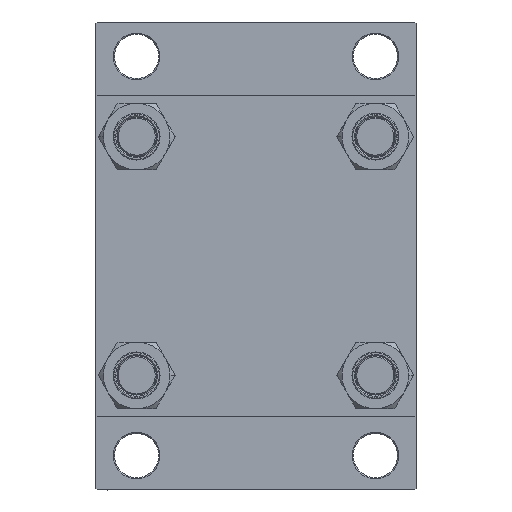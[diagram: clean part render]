
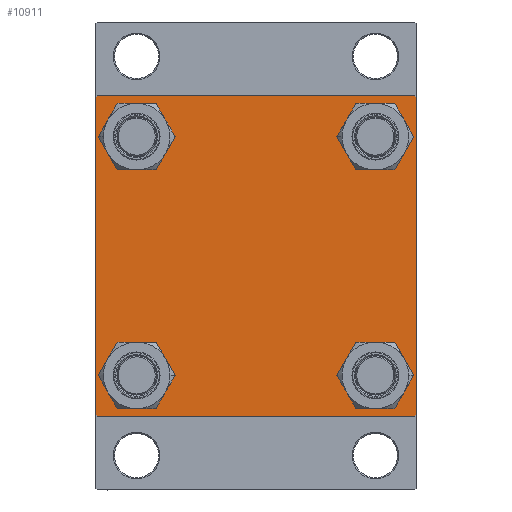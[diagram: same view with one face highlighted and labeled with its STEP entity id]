
A CAD part, left-side view. The second image highlights one B-rep face of the part: STEP entity #10911.
In plain terms, the highlighted planar face has unit normal (-1, 0, 0).
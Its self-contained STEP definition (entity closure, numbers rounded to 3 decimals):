
#852 = VERTEX_POINT ( 'NONE', #3222 ) ;
#1276 = EDGE_CURVE ( 'NONE', #13528, #5104, #26343, .T. ) ;
#1477 = DIRECTION ( 'NONE',  ( 0., 0.707, -0.707 ) ) ;
#1492 = ORIENTED_EDGE ( 'NONE', *, *, #7087, .T. ) ;
#2366 = FACE_BOUND ( 'NONE', #12441, .T. ) ;
#3085 = DIRECTION ( 'NONE',  ( 0., 0., 1. ) ) ;
#3222 = CARTESIAN_POINT ( 'NONE',  ( 0., 48.45, -56.95 ) ) ;
#3304 = ORIENTED_EDGE ( 'NONE', *, *, #1276, .T. ) ;
#3603 = EDGE_CURVE ( 'NONE', #16837, #8516, #42572, .T. ) ;
#3695 = EDGE_CURVE ( 'NONE', #8516, #18733, #7433, .T. ) ;
#3793 = VERTEX_POINT ( 'NONE', #31338 ) ;
#3974 = DIRECTION ( 'NONE',  ( 0., -0.707, -0.707 ) ) ;
#4075 = CARTESIAN_POINT ( 'NONE',  ( 0., 65., 65. ) ) ;
#4729 = VECTOR ( 'NONE', #1477, 1000. ) ;
#5061 = EDGE_LOOP ( 'NONE', ( #35410, #25322 ) ) ;
#5104 = VERTEX_POINT ( 'NONE', #37799 ) ;
#5866 = DIRECTION ( 'NONE',  ( 0., 0., 1. ) ) ;
#6004 = FACE_BOUND ( 'NONE', #27262, .T. ) ;
#6243 = DIRECTION ( 'NONE',  ( 0., 0., 1. ) ) ;
#6322 = VERTEX_POINT ( 'NONE', #11633 ) ;
#6472 = DIRECTION ( 'NONE',  ( 0., 0., 1. ) ) ;
#6579 = CARTESIAN_POINT ( 'NONE',  ( 0., -48.45, -48.45 ) ) ;
#6597 = ORIENTED_EDGE ( 'NONE', *, *, #21149, .T. ) ;
#7087 = EDGE_CURVE ( 'NONE', #13201, #13528, #26885, .T. ) ;
#7433 = LINE ( 'NONE', #44227, #15400 ) ;
#7604 = LINE ( 'NONE', #22356, #15490 ) ;
#7795 = EDGE_LOOP ( 'NONE', ( #3304, #40953, #46662, #11172, #19134, #19859, #28228, #1492 ) ) ;
#7868 = CIRCLE ( 'NONE', #31070, 8.5 ) ;
#8071 = CIRCLE ( 'NONE', #41319, 8.5 ) ;
#8269 = DIRECTION ( 'NONE',  ( 0., 0.707, 0.707 ) ) ;
#8516 = VERTEX_POINT ( 'NONE', #20376 ) ;
#8564 = CIRCLE ( 'NONE', #33307, 8.5 ) ;
#8772 = CARTESIAN_POINT ( 'NONE',  ( 0., -65., 65. ) ) ;
#9292 = AXIS2_PLACEMENT_3D ( 'NONE', #24879, #27643, #3085 ) ;
#9665 = EDGE_CURVE ( 'NONE', #31981, #22930, #7868, .T. ) ;
#9885 = ORIENTED_EDGE ( 'NONE', *, *, #37112, .T. ) ;
#10152 = ORIENTED_EDGE ( 'NONE', *, *, #25232, .T. ) ;
#10911 = ADVANCED_FACE ( 'NONE', ( #39165, #6004, #2366, #46674, #13497 ), #28285, .T. ) ;
#11172 = ORIENTED_EDGE ( 'NONE', *, *, #3695, .T. ) ;
#11241 = VECTOR ( 'NONE', #19894, 1000. ) ;
#11633 = CARTESIAN_POINT ( 'NONE',  ( 0., -48.45, 39.95 ) ) ;
#11825 = CARTESIAN_POINT ( 'NONE',  ( 0., -65., 64.5 ) ) ;
#12094 = ORIENTED_EDGE ( 'NONE', *, *, #29681, .T. ) ;
#12143 = VERTEX_POINT ( 'NONE', #14382 ) ;
#12441 = EDGE_LOOP ( 'NONE', ( #12094, #47315 ) ) ;
#12456 = AXIS2_PLACEMENT_3D ( 'NONE', #17169, #18105, #20793 ) ;
#12629 = CARTESIAN_POINT ( 'NONE',  ( 0., -48.45, -56.95 ) ) ;
#13201 = VERTEX_POINT ( 'NONE', #18926 ) ;
#13412 = DIRECTION ( 'NONE',  ( 1., 0., 0. ) ) ;
#13429 = VERTEX_POINT ( 'NONE', #11825 ) ;
#13497 = FACE_OUTER_BOUND ( 'NONE', #7795, .T. ) ;
#13528 = VERTEX_POINT ( 'NONE', #39357 ) ;
#14382 = CARTESIAN_POINT ( 'NONE',  ( 0., 48.45, -39.95 ) ) ;
#15400 = VECTOR ( 'NONE', #18796, 1000. ) ;
#15490 = VECTOR ( 'NONE', #3974, 1000. ) ;
#15503 = DIRECTION ( 'NONE',  ( 0., 0., 1. ) ) ;
#15677 = CARTESIAN_POINT ( 'NONE',  ( 0., -64.5, 65. ) ) ;
#16837 = VERTEX_POINT ( 'NONE', #36218 ) ;
#17169 = CARTESIAN_POINT ( 'NONE',  ( 0., 48.45, -48.45 ) ) ;
#17211 = CARTESIAN_POINT ( 'NONE',  ( 0., 48.45, 48.45 ) ) ;
#17827 = CIRCLE ( 'NONE', #37975, 8.5 ) ;
#18105 = DIRECTION ( 'NONE',  ( 1., 0., 0. ) ) ;
#18733 = VERTEX_POINT ( 'NONE', #35834 ) ;
#18796 = DIRECTION ( 'NONE',  ( 0., -0.707, 0.707 ) ) ;
#18926 = CARTESIAN_POINT ( 'NONE',  ( 0., 64.5, 65. ) ) ;
#19032 = EDGE_CURVE ( 'NONE', #13429, #42737, #26675, .T. ) ;
#19134 = ORIENTED_EDGE ( 'NONE', *, *, #39111, .F. ) ;
#19550 = DIRECTION ( 'NONE',  ( 0., 0., -1. ) ) ;
#19859 = ORIENTED_EDGE ( 'NONE', *, *, #19032, .T. ) ;
#19860 = CARTESIAN_POINT ( 'NONE',  ( 0., 64.75, 64.75 ) ) ;
#19894 = DIRECTION ( 'NONE',  ( 0., 0., -1. ) ) ;
#19895 = DIRECTION ( 'NONE',  ( 1., 0., 0. ) ) ;
#20376 = CARTESIAN_POINT ( 'NONE',  ( 0., -64.5, -65. ) ) ;
#20793 = DIRECTION ( 'NONE',  ( 0., 0., 1. ) ) ;
#21149 = EDGE_CURVE ( 'NONE', #3793, #29652, #33166, .T. ) ;
#21358 = CARTESIAN_POINT ( 'NONE',  ( 0., -48.45, -39.95 ) ) ;
#21603 = CARTESIAN_POINT ( 'NONE',  ( 0., -48.45, -48.45 ) ) ;
#22356 = CARTESIAN_POINT ( 'NONE',  ( 0., 64.75, -64.75 ) ) ;
#22798 = CARTESIAN_POINT ( 'NONE',  ( 0., -64.75, 64.75 ) ) ;
#22930 = VERTEX_POINT ( 'NONE', #12629 ) ;
#22944 = EDGE_CURVE ( 'NONE', #41686, #6322, #35553, .T. ) ;
#23009 = CARTESIAN_POINT ( 'NONE',  ( 0., 48.45, -48.45 ) ) ;
#24271 = DIRECTION ( 'NONE',  ( 1., 0., 0. ) ) ;
#24625 = CARTESIAN_POINT ( 'NONE',  ( 0., 0., 0. ) ) ;
#24657 = VECTOR ( 'NONE', #42330, 1000. ) ;
#24879 = CARTESIAN_POINT ( 'NONE',  ( 0., -48.45, 48.45 ) ) ;
#25232 = EDGE_CURVE ( 'NONE', #22930, #31981, #17827, .T. ) ;
#25322 = ORIENTED_EDGE ( 'NONE', *, *, #34819, .T. ) ;
#25338 = VECTOR ( 'NONE', #19550, 1000. ) ;
#25490 = EDGE_CURVE ( 'NONE', #852, #12143, #8564, .T. ) ;
#26343 = LINE ( 'NONE', #4075, #25338 ) ;
#26675 = LINE ( 'NONE', #22798, #27579 ) ;
#26885 = LINE ( 'NONE', #19860, #4729 ) ;
#26935 = DIRECTION ( 'NONE',  ( 1., 0., 0. ) ) ;
#27167 = LINE ( 'NONE', #8772, #11241 ) ;
#27262 = EDGE_LOOP ( 'NONE', ( #46215, #10152 ) ) ;
#27335 = EDGE_CURVE ( 'NONE', #5104, #16837, #7604, .T. ) ;
#27373 = DIRECTION ( 'NONE',  ( 1., 0., 0. ) ) ;
#27579 = VECTOR ( 'NONE', #8269, 1000. ) ;
#27643 = DIRECTION ( 'NONE',  ( 1., 0., 0. ) ) ;
#27795 = AXIS2_PLACEMENT_3D ( 'NONE', #17211, #19895, #5866 ) ;
#27958 = CIRCLE ( 'NONE', #12456, 8.5 ) ;
#28228 = ORIENTED_EDGE ( 'NONE', *, *, #47165, .F. ) ;
#28285 = PLANE ( 'NONE',  #28776 ) ;
#28776 = AXIS2_PLACEMENT_3D ( 'NONE', #24625, #39396, #6243 ) ;
#29652 = VERTEX_POINT ( 'NONE', #35811 ) ;
#29681 = EDGE_CURVE ( 'NONE', #12143, #852, #27958, .T. ) ;
#30445 = CIRCLE ( 'NONE', #43559, 8.5 ) ;
#30821 = LINE ( 'NONE', #46074, #32725 ) ;
#31062 = DIRECTION ( 'NONE',  ( 0., 0., 1. ) ) ;
#31070 = AXIS2_PLACEMENT_3D ( 'NONE', #21603, #13412, #39092 ) ;
#31338 = CARTESIAN_POINT ( 'NONE',  ( 0., 48.45, 39.95 ) ) ;
#31981 = VERTEX_POINT ( 'NONE', #21358 ) ;
#32725 = VECTOR ( 'NONE', #38803, 1000. ) ;
#32844 = DIRECTION ( 'NONE',  ( 1., 0., 0. ) ) ;
#32878 = CARTESIAN_POINT ( 'NONE',  ( 0., -48.45, 56.95 ) ) ;
#33166 = CIRCLE ( 'NONE', #27795, 8.5 ) ;
#33307 = AXIS2_PLACEMENT_3D ( 'NONE', #23009, #27373, #15503 ) ;
#34593 = CARTESIAN_POINT ( 'NONE',  ( 0., 65., -65. ) ) ;
#34819 = EDGE_CURVE ( 'NONE', #6322, #41686, #30445, .T. ) ;
#35410 = ORIENTED_EDGE ( 'NONE', *, *, #22944, .T. ) ;
#35553 = CIRCLE ( 'NONE', #9292, 8.5 ) ;
#35811 = CARTESIAN_POINT ( 'NONE',  ( 0., 48.45, 56.95 ) ) ;
#35834 = CARTESIAN_POINT ( 'NONE',  ( 0., -65., -64.5 ) ) ;
#36218 = CARTESIAN_POINT ( 'NONE',  ( 0., 64.5, -65. ) ) ;
#37112 = EDGE_CURVE ( 'NONE', #29652, #3793, #8071, .T. ) ;
#37799 = CARTESIAN_POINT ( 'NONE',  ( 0., 65., -64.5 ) ) ;
#37975 = AXIS2_PLACEMENT_3D ( 'NONE', #6579, #24271, #46306 ) ;
#38763 = EDGE_LOOP ( 'NONE', ( #9885, #6597 ) ) ;
#38803 = DIRECTION ( 'NONE',  ( 0., -1., 0. ) ) ;
#39092 = DIRECTION ( 'NONE',  ( 0., 0., 1. ) ) ;
#39111 = EDGE_CURVE ( 'NONE', #13429, #18733, #27167, .T. ) ;
#39165 = FACE_BOUND ( 'NONE', #5061, .T. ) ;
#39357 = CARTESIAN_POINT ( 'NONE',  ( 0., 65., 64.5 ) ) ;
#39396 = DIRECTION ( 'NONE',  ( -1., 0., 0. ) ) ;
#39621 = CARTESIAN_POINT ( 'NONE',  ( 0., -48.45, 48.45 ) ) ;
#40953 = ORIENTED_EDGE ( 'NONE', *, *, #27335, .T. ) ;
#41319 = AXIS2_PLACEMENT_3D ( 'NONE', #42424, #26935, #31062 ) ;
#41686 = VERTEX_POINT ( 'NONE', #32878 ) ;
#42330 = DIRECTION ( 'NONE',  ( 0., -1., 0. ) ) ;
#42424 = CARTESIAN_POINT ( 'NONE',  ( 0., 48.45, 48.45 ) ) ;
#42572 = LINE ( 'NONE', #34593, #24657 ) ;
#42737 = VERTEX_POINT ( 'NONE', #15677 ) ;
#43559 = AXIS2_PLACEMENT_3D ( 'NONE', #39621, #32844, #6472 ) ;
#44227 = CARTESIAN_POINT ( 'NONE',  ( 0., -64.75, -64.75 ) ) ;
#46074 = CARTESIAN_POINT ( 'NONE',  ( 0., 65., 65. ) ) ;
#46215 = ORIENTED_EDGE ( 'NONE', *, *, #9665, .T. ) ;
#46306 = DIRECTION ( 'NONE',  ( 0., 0., 1. ) ) ;
#46662 = ORIENTED_EDGE ( 'NONE', *, *, #3603, .T. ) ;
#46674 = FACE_BOUND ( 'NONE', #38763, .T. ) ;
#47165 = EDGE_CURVE ( 'NONE', #13201, #42737, #30821, .T. ) ;
#47315 = ORIENTED_EDGE ( 'NONE', *, *, #25490, .T. ) ;
